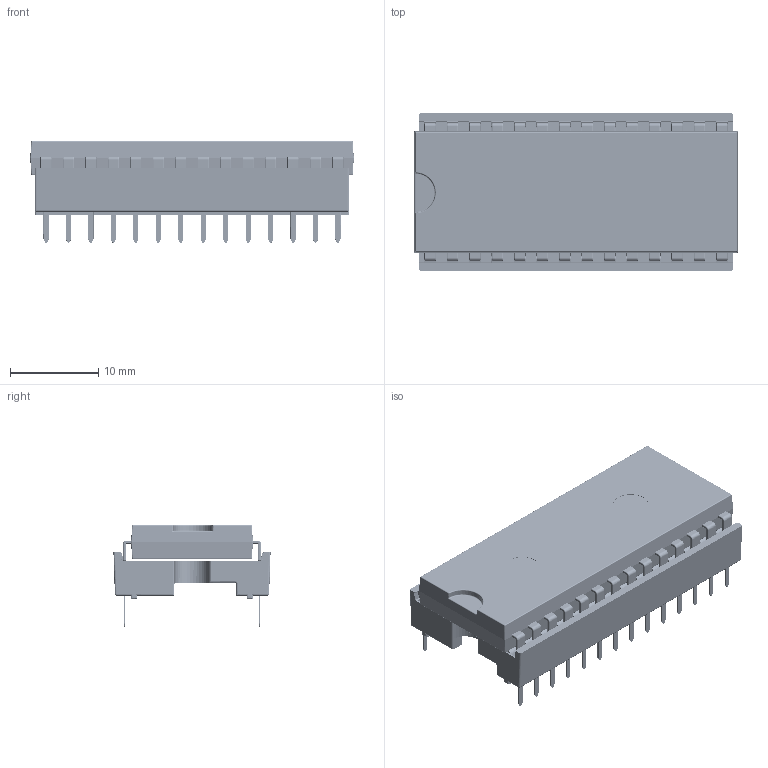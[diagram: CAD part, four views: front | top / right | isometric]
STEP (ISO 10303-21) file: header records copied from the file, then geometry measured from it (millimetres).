
FILE_DESCRIPTION(/* description */ (''),/* implementation_level */ '2;1');
FILE_NAME(/* name */ 'DIP-28 W15.24mm IC with Socket.stp',/* time_stamp */ '2019-09-26T09:51:35+02:00',/* author */ ('PCB-Tech'),/* organization */ (''),/* preprocessor_version */ 'ST-DEVELOPER v17.2',/* originating_system */ 'Autodesk Inventor 2019',/* authorisation */ '');
FILE_SCHEMA (('AUTOMOTIVE_DESIGN { 1 0 10303 214 3 1 1 }'));
Length unit declared in the file: millimetre
Products named in the file (6): DIP-48 W15.24mm IC Socket; Stamped Dual Wipe Contact for DIP Sockets; Body DIP-48 Socket; DIP-28 15.24mm Package; DIP-28 W15.24; IC Beinchen
Assembly tree (59 placements, depth 3):
  DIP-48 W15.24mm IC Socket
    Stamped Dual Wipe Contact for DIP Sockets  x28
    Body DIP-48 Socket
    DIP-28 15.24mm Package
      IC Beinchen  x28
      DIP-28 W15.24
Bounding box: 36.61 x 17.78 x 11.51 mm (x, y, z)
Volume: 3034.5 mm3; surface area: 5426.9 mm2
Topology: 58 solids, 58 shells, 10879 faces, 26430 edges, 15863 vertices
Faces by surface type: plane 3412, cylinder 3153, bspline 2502, torus 1405, sphere 407
Full cylindrical faces by diameter (mm): 4 x4
Entity records: 44616 total; most frequent: CARTESIAN_POINT 14324, ORIENTED_EDGE 6462, DIRECTION 5959, EDGE_CURVE 3231, LINE 2391, VECTOR 2391, VERTEX_POINT 2065, AXIS2_PLACEMENT_3D 1784
